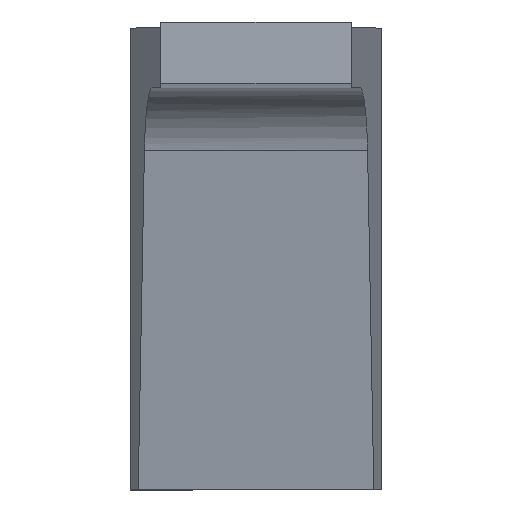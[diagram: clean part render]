
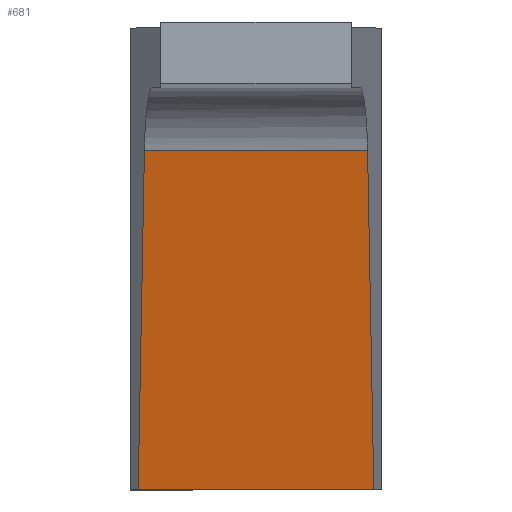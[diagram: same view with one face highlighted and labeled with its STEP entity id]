
A CAD part, top view. The second image highlights one B-rep face of the part: STEP entity #681.
In plain terms, the highlighted planar face has unit normal (0, -0.174, 0.985).
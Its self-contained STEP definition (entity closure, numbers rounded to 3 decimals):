
#78 = LINE ( 'NONE', #702, #416 ) ;
#102 = CARTESIAN_POINT ( 'NONE',  ( -14.617, 14.186, 18.152 ) ) ;
#109 = VERTEX_POINT ( 'NONE', #102 ) ;
#131 = LINE ( 'NONE', #552, #143 ) ;
#138 = EDGE_CURVE ( 'NONE', #289, #109, #131, .T. ) ;
#143 = VECTOR ( 'NONE', #523, 1000. ) ;
#224 = DIRECTION ( 'NONE',  ( -0.018, 0.985, 0.174 ) ) ;
#251 = ORIENTED_EDGE ( 'NONE', *, *, #138, .T. ) ;
#252 = CARTESIAN_POINT ( 'NONE',  ( 14.617, 14.153, 18.146 ) ) ;
#289 = VERTEX_POINT ( 'NONE', #713 ) ;
#292 = DIRECTION ( 'NONE',  ( 0., 0.985, 0.174 ) ) ;
#299 = PLANE ( 'NONE',  #507 ) ;
#308 = EDGE_CURVE ( 'NONE', #109, #634, #78, .T. ) ;
#309 = CARTESIAN_POINT ( 'NONE',  ( 16.5, 14.186, 18.152 ) ) ;
#328 = DIRECTION ( 'NONE',  ( 0., 0.174, -0.985 ) ) ;
#356 = VERTEX_POINT ( 'NONE', #638 ) ;
#357 = CARTESIAN_POINT ( 'NONE',  ( -15.43, -30.25, 10.317 ) ) ;
#385 = VECTOR ( 'NONE', #224, 1000. ) ;
#393 = EDGE_CURVE ( 'NONE', #356, #634, #725, .T. ) ;
#416 = VECTOR ( 'NONE', #690, 1000. ) ;
#451 = FACE_OUTER_BOUND ( 'NONE', #684, .T. ) ;
#459 = LINE ( 'NONE', #252, #385 ) ;
#482 = ORIENTED_EDGE ( 'NONE', *, *, #393, .F. ) ;
#507 = AXIS2_PLACEMENT_3D ( 'NONE', #309, #328, #292 ) ;
#515 = ORIENTED_EDGE ( 'NONE', *, *, #738, .T. ) ;
#523 = DIRECTION ( 'NONE',  ( -1., 0., 0. ) ) ;
#552 = CARTESIAN_POINT ( 'NONE',  ( 16.5, 14.186, 18.152 ) ) ;
#612 = CARTESIAN_POINT ( 'NONE',  ( 16.5, -30.25, 10.317 ) ) ;
#616 = DIRECTION ( 'NONE',  ( -1., 0., 0. ) ) ;
#634 = VERTEX_POINT ( 'NONE', #357 ) ;
#638 = CARTESIAN_POINT ( 'NONE',  ( 15.43, -30.25, 10.317 ) ) ;
#681 = ADVANCED_FACE ( 'NONE', ( #451 ), #299, .F. ) ;
#684 = EDGE_LOOP ( 'NONE', ( #251, #709, #482, #515 ) ) ;
#690 = DIRECTION ( 'NONE',  ( -0.018, -0.985, -0.174 ) ) ;
#702 = CARTESIAN_POINT ( 'NONE',  ( -14.607, 14.738, 18.249 ) ) ;
#709 = ORIENTED_EDGE ( 'NONE', *, *, #308, .T. ) ;
#713 = CARTESIAN_POINT ( 'NONE',  ( 14.617, 14.186, 18.152 ) ) ;
#723 = VECTOR ( 'NONE', #616, 1000. ) ;
#725 = LINE ( 'NONE', #612, #723 ) ;
#738 = EDGE_CURVE ( 'NONE', #356, #289, #459, .T. ) ;
